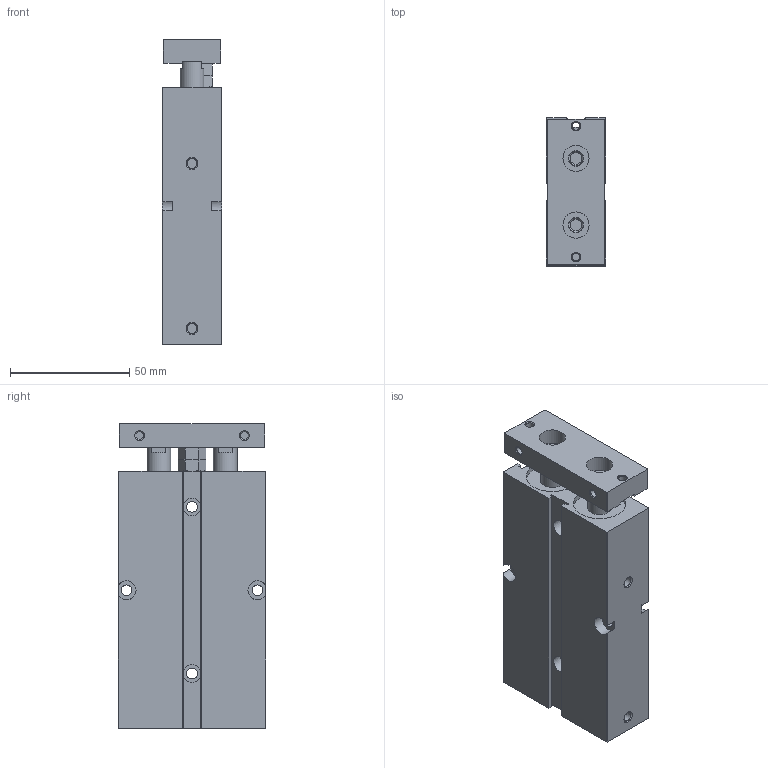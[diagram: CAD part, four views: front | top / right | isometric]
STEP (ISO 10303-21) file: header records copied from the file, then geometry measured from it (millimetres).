
FILE_DESCRIPTION(/* description */ ('STEP AP203'),/* implementation_level */ '2;1');
FILE_NAME(/* name */ 'EN20X50-S()(0)',/* time_stamp */ '2024-05-14T08:52:18+02:00',/* author */ ('License CC BY-ND 4.0'),/* organization */ ('CADENAS'),/* preprocessor_version */ 'ST-DEVELOPER v19.3',/* originating_system */ 'PARTsolutions',/* authorisation */ ' ');
FILE_SCHEMA (('CONFIG_CONTROL_DESIGN'));
Length unit declared in the file: millimetre
Products named in the file (3): EN20X50-S()(0); EN20X50()(body); EN20X50(rod)
Assembly tree (2 placements, depth 2):
  EN20X50-S()(0)
    EN20X50()(body)
    EN20X50(rod)
Bounding box: 25 x 62 x 128 mm (x, y, z)
Volume: 142795.7 mm3; surface area: 53922.8 mm2
Topology: 2 solids, 2 shells, 214 faces, 517 edges, 332 vertices
Faces by surface type: plane 118, cylinder 68, cone 28
Full cylindrical faces by diameter (mm): 3.242 x6, 4.134 x2, 4.5 x4, 4.917 x2, 6.5 x2, 7.5 x4, 10 x4, 11 x2, 20 x4, 22 x4
Entity records: 6053 total; most frequent: CARTESIAN_POINT 1141, DIRECTION 1024, ORIENTED_EDGE 920, EDGE_CURVE 460, AXIS2_PLACEMENT_3D 395, VERTEX_POINT 320, EDGE_LOOP 298, FACE_BOUND 298
